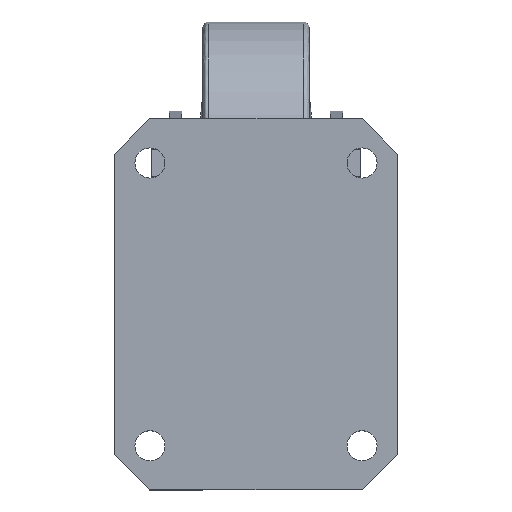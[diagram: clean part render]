
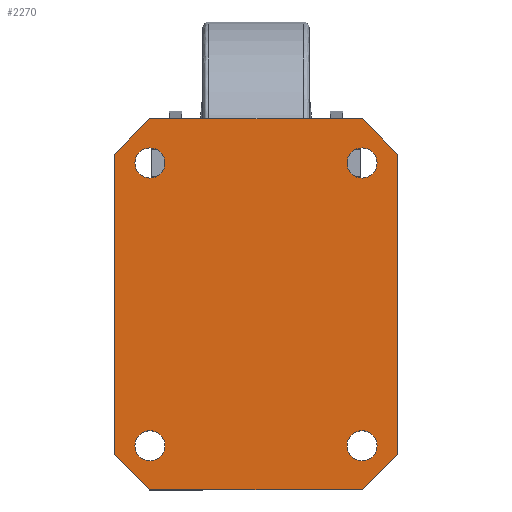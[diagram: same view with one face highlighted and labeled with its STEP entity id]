
A CAD part, top view. The second image highlights one B-rep face of the part: STEP entity #2270.
In plain terms, the highlighted planar face has unit normal (0, 0, 1).
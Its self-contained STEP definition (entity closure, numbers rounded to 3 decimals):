
#4 = DIRECTION ( 'NONE',  ( 1., 0., 0. ) ) ;
#5 = DIRECTION ( 'NONE',  ( 0.707, -0.707, 0. ) ) ;
#46 = ORIENTED_EDGE ( 'NONE', *, *, #5702, .T. ) ;
#96 = EDGE_LOOP ( 'NONE', ( #5487, #4427 ) ) ;
#109 = EDGE_CURVE ( 'NONE', #1916, #366, #4322, .T. ) ;
#145 = CARTESIAN_POINT ( 'NONE',  ( -34.25, -40., 108. ) ) ;
#169 = DIRECTION ( 'NONE',  ( 0.707, 0.707, 0. ) ) ;
#214 = ORIENTED_EDGE ( 'NONE', *, *, #3905, .T. ) ;
#302 = VECTOR ( 'NONE', #391, 1000. ) ;
#316 = DIRECTION ( 'NONE',  ( -0.707, 0.707, 0. ) ) ;
#366 = VERTEX_POINT ( 'NONE', #1497 ) ;
#386 = LINE ( 'NONE', #946, #302 ) ;
#391 = DIRECTION ( 'NONE',  ( 0., -1., 0. ) ) ;
#436 = EDGE_LOOP ( 'NONE', ( #6244, #3790 ) ) ;
#451 = VERTEX_POINT ( 'NONE', #767 ) ;
#452 = DIRECTION ( 'NONE',  ( 1., 0., 0. ) ) ;
#527 = ORIENTED_EDGE ( 'NONE', *, *, #5263, .T. ) ;
#529 = LINE ( 'NONE', #3943, #1271 ) ;
#669 = ORIENTED_EDGE ( 'NONE', *, *, #3758, .T. ) ;
#674 = CARTESIAN_POINT ( 'NONE',  ( 25.75, 40., 108. ) ) ;
#767 = CARTESIAN_POINT ( 'NONE',  ( 34.25, 40., 108. ) ) ;
#772 = LINE ( 'NONE', #1595, #5997 ) ;
#805 = DIRECTION ( 'NONE',  ( 0., 1., 0. ) ) ;
#946 = CARTESIAN_POINT ( 'NONE',  ( -40., -18.75, 108. ) ) ;
#1172 = DIRECTION ( 'NONE',  ( 1., 0., 0. ) ) ;
#1183 = AXIS2_PLACEMENT_3D ( 'NONE', #2179, #4777, #5295 ) ;
#1248 = CIRCLE ( 'NONE', #5618, 4.25 ) ;
#1271 = VECTOR ( 'NONE', #316, 1000. ) ;
#1314 = CIRCLE ( 'NONE', #5225, 4.25 ) ;
#1384 = VECTOR ( 'NONE', #4, 1000. ) ;
#1406 = AXIS2_PLACEMENT_3D ( 'NONE', #3130, #4176, #4528 ) ;
#1428 = ORIENTED_EDGE ( 'NONE', *, *, #2581, .T. ) ;
#1449 = CARTESIAN_POINT ( 'NONE',  ( -25.75, -40., 108. ) ) ;
#1484 = AXIS2_PLACEMENT_3D ( 'NONE', #5103, #2994, #2973 ) ;
#1497 = CARTESIAN_POINT ( 'NONE',  ( 34.25, -40., 108. ) ) ;
#1526 = DIRECTION ( 'NONE',  ( 0., 0., -1. ) ) ;
#1595 = CARTESIAN_POINT ( 'NONE',  ( 0., 52.5, 108. ) ) ;
#1635 = DIRECTION ( 'NONE',  ( 0., 0., -1. ) ) ;
#1722 = ORIENTED_EDGE ( 'NONE', *, *, #1948, .T. ) ;
#1794 = CARTESIAN_POINT ( 'NONE',  ( -30., 40., 108. ) ) ;
#1803 = VERTEX_POINT ( 'NONE', #4054 ) ;
#1867 = FACE_BOUND ( 'NONE', #2640, .T. ) ;
#1882 = CIRCLE ( 'NONE', #1484, 4.25 ) ;
#1916 = VERTEX_POINT ( 'NONE', #5722 ) ;
#1948 = EDGE_CURVE ( 'NONE', #366, #1916, #6254, .T. ) ;
#2121 = VECTOR ( 'NONE', #805, 1000. ) ;
#2179 = CARTESIAN_POINT ( 'NONE',  ( 0., -18.75, 108. ) ) ;
#2263 = AXIS2_PLACEMENT_3D ( 'NONE', #6724, #2584, #4152 ) ;
#2266 = DIRECTION ( 'NONE',  ( 1., 0., 0. ) ) ;
#2270 = ADVANCED_FACE ( 'NONE', ( #1867, #2921, #3234, #4294, #3647 ), #4225, .T. ) ;
#2278 = VERTEX_POINT ( 'NONE', #5687 ) ;
#2291 = VECTOR ( 'NONE', #3979, 1000. ) ;
#2300 = CIRCLE ( 'NONE', #6088, 4.25 ) ;
#2343 = VECTOR ( 'NONE', #169, 1000. ) ;
#2412 = EDGE_CURVE ( 'NONE', #2819, #2963, #3720, .T. ) ;
#2581 = EDGE_CURVE ( 'NONE', #2963, #6311, #2612, .T. ) ;
#2584 = DIRECTION ( 'NONE',  ( 0., 0., -1. ) ) ;
#2612 = LINE ( 'NONE', #2891, #2121 ) ;
#2620 = DIRECTION ( 'NONE',  ( 0., 0., -1. ) ) ;
#2629 = CIRCLE ( 'NONE', #4313, 4.25 ) ;
#2634 = EDGE_CURVE ( 'NONE', #451, #3361, #1882, .T. ) ;
#2640 = EDGE_LOOP ( 'NONE', ( #1722, #4169 ) ) ;
#2778 = LINE ( 'NONE', #6027, #2291 ) ;
#2793 = ORIENTED_EDGE ( 'NONE', *, *, #4110, .T. ) ;
#2819 = VERTEX_POINT ( 'NONE', #3604 ) ;
#2863 = CARTESIAN_POINT ( 'NONE',  ( 30., 52.5, 108. ) ) ;
#2891 = CARTESIAN_POINT ( 'NONE',  ( 40., -18.75, 108. ) ) ;
#2921 = FACE_BOUND ( 'NONE', #3005, .T. ) ;
#2963 = VERTEX_POINT ( 'NONE', #3029 ) ;
#2973 = DIRECTION ( 'NONE',  ( 1., 0., 0. ) ) ;
#2994 = DIRECTION ( 'NONE',  ( 0., 0., -1. ) ) ;
#3005 = EDGE_LOOP ( 'NONE', ( #2793, #527 ) ) ;
#3029 = CARTESIAN_POINT ( 'NONE',  ( 40., -42.5, 108. ) ) ;
#3043 = ORIENTED_EDGE ( 'NONE', *, *, #4902, .T. ) ;
#3130 = CARTESIAN_POINT ( 'NONE',  ( -30., -40., 108. ) ) ;
#3234 = FACE_BOUND ( 'NONE', #436, .T. ) ;
#3263 = LINE ( 'NONE', #3603, #4487 ) ;
#3361 = VERTEX_POINT ( 'NONE', #674 ) ;
#3366 = CARTESIAN_POINT ( 'NONE',  ( 30., -52.5, 108. ) ) ;
#3603 = CARTESIAN_POINT ( 'NONE',  ( -40., -42.5, 108. ) ) ;
#3604 = CARTESIAN_POINT ( 'NONE',  ( 30., -52.5, 108. ) ) ;
#3625 = DIRECTION ( 'NONE',  ( 1., 0., 0. ) ) ;
#3647 = FACE_OUTER_BOUND ( 'NONE', #5908, .T. ) ;
#3686 = VERTEX_POINT ( 'NONE', #1449 ) ;
#3720 = LINE ( 'NONE', #3366, #2343 ) ;
#3758 = EDGE_CURVE ( 'NONE', #4432, #5891, #772, .T. ) ;
#3790 = ORIENTED_EDGE ( 'NONE', *, *, #6614, .T. ) ;
#3818 = DIRECTION ( 'NONE',  ( 0., 0., -1. ) ) ;
#3905 = EDGE_CURVE ( 'NONE', #6311, #4432, #529, .T. ) ;
#3943 = CARTESIAN_POINT ( 'NONE',  ( 40., 42.5, 108. ) ) ;
#3979 = DIRECTION ( 'NONE',  ( -0.707, -0.707, 0. ) ) ;
#4054 = CARTESIAN_POINT ( 'NONE',  ( -40., -42.5, 108. ) ) ;
#4093 = DIRECTION ( 'NONE',  ( 0., 0., -1. ) ) ;
#4110 = EDGE_CURVE ( 'NONE', #3686, #4153, #5764, .T. ) ;
#4141 = CARTESIAN_POINT ( 'NONE',  ( -40., 42.5, 108. ) ) ;
#4152 = DIRECTION ( 'NONE',  ( 1., 0., 0. ) ) ;
#4153 = VERTEX_POINT ( 'NONE', #145 ) ;
#4160 = CARTESIAN_POINT ( 'NONE',  ( 0., -52.5, 108. ) ) ;
#4169 = ORIENTED_EDGE ( 'NONE', *, *, #109, .T. ) ;
#4170 = ORIENTED_EDGE ( 'NONE', *, *, #6079, .T. ) ;
#4176 = DIRECTION ( 'NONE',  ( 0., 0., -1. ) ) ;
#4201 = AXIS2_PLACEMENT_3D ( 'NONE', #4755, #1635, #1172 ) ;
#4225 = PLANE ( 'NONE',  #1183 ) ;
#4294 = FACE_BOUND ( 'NONE', #96, .T. ) ;
#4313 = AXIS2_PLACEMENT_3D ( 'NONE', #4642, #2620, #5232 ) ;
#4322 = CIRCLE ( 'NONE', #4201, 4.25 ) ;
#4348 = VERTEX_POINT ( 'NONE', #4894 ) ;
#4364 = ORIENTED_EDGE ( 'NONE', *, *, #4764, .T. ) ;
#4427 = ORIENTED_EDGE ( 'NONE', *, *, #6625, .T. ) ;
#4432 = VERTEX_POINT ( 'NONE', #2863 ) ;
#4487 = VECTOR ( 'NONE', #5, 1000. ) ;
#4528 = DIRECTION ( 'NONE',  ( 1., 0., 0. ) ) ;
#4642 = CARTESIAN_POINT ( 'NONE',  ( -30., 40., 108. ) ) ;
#4701 = CARTESIAN_POINT ( 'NONE',  ( 40., 42.5, 108. ) ) ;
#4755 = CARTESIAN_POINT ( 'NONE',  ( 30., -40., 108. ) ) ;
#4764 = EDGE_CURVE ( 'NONE', #6711, #1803, #386, .T. ) ;
#4777 = DIRECTION ( 'NONE',  ( 0., 0., 1. ) ) ;
#4894 = CARTESIAN_POINT ( 'NONE',  ( -34.25, 40., 108. ) ) ;
#4902 = EDGE_CURVE ( 'NONE', #1803, #6581, #3263, .T. ) ;
#5043 = CARTESIAN_POINT ( 'NONE',  ( -30., -40., 108. ) ) ;
#5103 = CARTESIAN_POINT ( 'NONE',  ( 30., 40., 108. ) ) ;
#5149 = CARTESIAN_POINT ( 'NONE',  ( 30., 40., 108. ) ) ;
#5224 = LINE ( 'NONE', #4160, #1384 ) ;
#5225 = AXIS2_PLACEMENT_3D ( 'NONE', #1794, #3818, #2266 ) ;
#5232 = DIRECTION ( 'NONE',  ( 1., 0., 0. ) ) ;
#5263 = EDGE_CURVE ( 'NONE', #4153, #3686, #2300, .T. ) ;
#5295 = DIRECTION ( 'NONE',  ( 1., 0., 0. ) ) ;
#5431 = ORIENTED_EDGE ( 'NONE', *, *, #2412, .T. ) ;
#5483 = EDGE_CURVE ( 'NONE', #2278, #4348, #1314, .T. ) ;
#5487 = ORIENTED_EDGE ( 'NONE', *, *, #2634, .T. ) ;
#5612 = CARTESIAN_POINT ( 'NONE',  ( -30., -52.5, 108. ) ) ;
#5618 = AXIS2_PLACEMENT_3D ( 'NONE', #5149, #1526, #3625 ) ;
#5687 = CARTESIAN_POINT ( 'NONE',  ( -25.75, 40., 108. ) ) ;
#5702 = EDGE_CURVE ( 'NONE', #5891, #6711, #2778, .T. ) ;
#5722 = CARTESIAN_POINT ( 'NONE',  ( 25.75, -40., 108. ) ) ;
#5764 = CIRCLE ( 'NONE', #1406, 4.25 ) ;
#5891 = VERTEX_POINT ( 'NONE', #5939 ) ;
#5908 = EDGE_LOOP ( 'NONE', ( #5431, #1428, #214, #669, #46, #4364, #3043, #4170 ) ) ;
#5939 = CARTESIAN_POINT ( 'NONE',  ( -30., 52.5, 108. ) ) ;
#5997 = VECTOR ( 'NONE', #6281, 1000. ) ;
#6027 = CARTESIAN_POINT ( 'NONE',  ( -30., 52.5, 108. ) ) ;
#6079 = EDGE_CURVE ( 'NONE', #6581, #2819, #5224, .T. ) ;
#6088 = AXIS2_PLACEMENT_3D ( 'NONE', #5043, #4093, #452 ) ;
#6244 = ORIENTED_EDGE ( 'NONE', *, *, #5483, .T. ) ;
#6254 = CIRCLE ( 'NONE', #2263, 4.25 ) ;
#6281 = DIRECTION ( 'NONE',  ( -1., 0., 0. ) ) ;
#6311 = VERTEX_POINT ( 'NONE', #4701 ) ;
#6581 = VERTEX_POINT ( 'NONE', #5612 ) ;
#6614 = EDGE_CURVE ( 'NONE', #4348, #2278, #2629, .T. ) ;
#6625 = EDGE_CURVE ( 'NONE', #3361, #451, #1248, .T. ) ;
#6711 = VERTEX_POINT ( 'NONE', #4141 ) ;
#6724 = CARTESIAN_POINT ( 'NONE',  ( 30., -40., 108. ) ) ;
